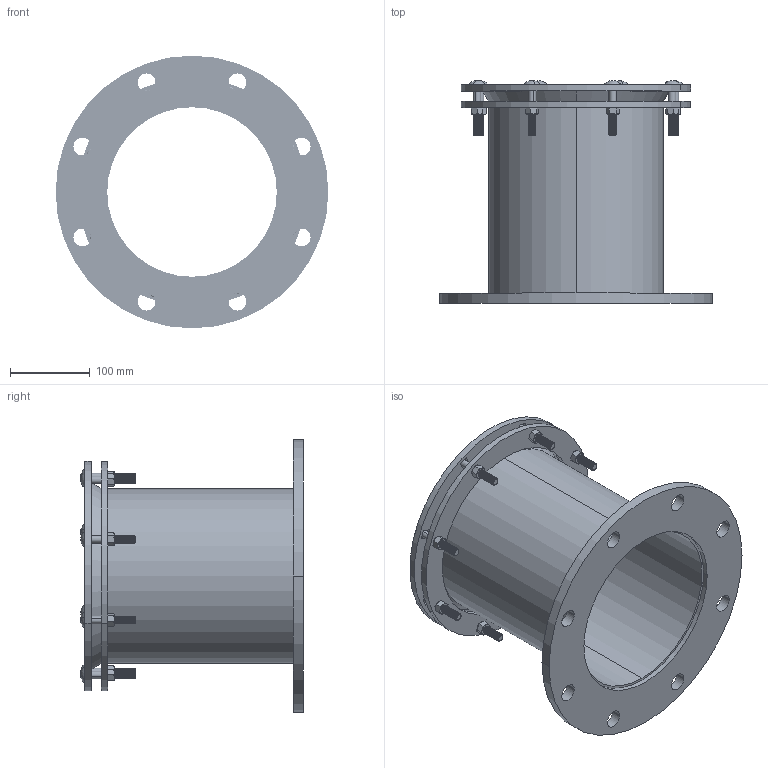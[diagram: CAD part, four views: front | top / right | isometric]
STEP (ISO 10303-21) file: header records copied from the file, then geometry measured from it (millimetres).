
FILE_DESCRIPTION (( 'STEP AP214' ), '1' );
FILE_NAME ('1035-08I.STEP', '2021-02-12T19:39:38', ( '' ), ( '' ), 'SwSTEP 2.0', 'SolidWorks 2021', '' );
FILE_SCHEMA (( 'AUTOMOTIVE_DESIGN' ));
Length unit declared in the file: inch
Products named in the file (7): 36306; 1035_1035-08I; 1020-08I; 21867; 1035-08I; Coupler Rings_1031-IL0800; Coupler Rings_1033-IW0800
Assembly tree (20 placements, depth 2):
  1035-08I
    1035_1035-08I
    Coupler Rings_1033-IW0800
    Coupler Rings_1031-IL0800
    21867  x8
    36306  x8
    1020-08I
Bounding box: 342.9 x 279.92 x 342.9 mm (x, y, z)
Volume: 1688354.3 mm3; surface area: 678437.6 mm2
Topology: 28 solids, 28 shells, 1244 faces, 3104 edges, 1932 vertices
Faces by surface type: cylinder 656, cone 260, plane 240, sphere 64, bspline 24
Entity records: 15884 total; most frequent: CARTESIAN_POINT 9596, ORIENTED_EDGE 1294, DIRECTION 1142, EDGE_CURVE 647, VERTEX_POINT 413, AXIS2_PLACEMENT_3D 397, VECTOR 348, LINE 348
